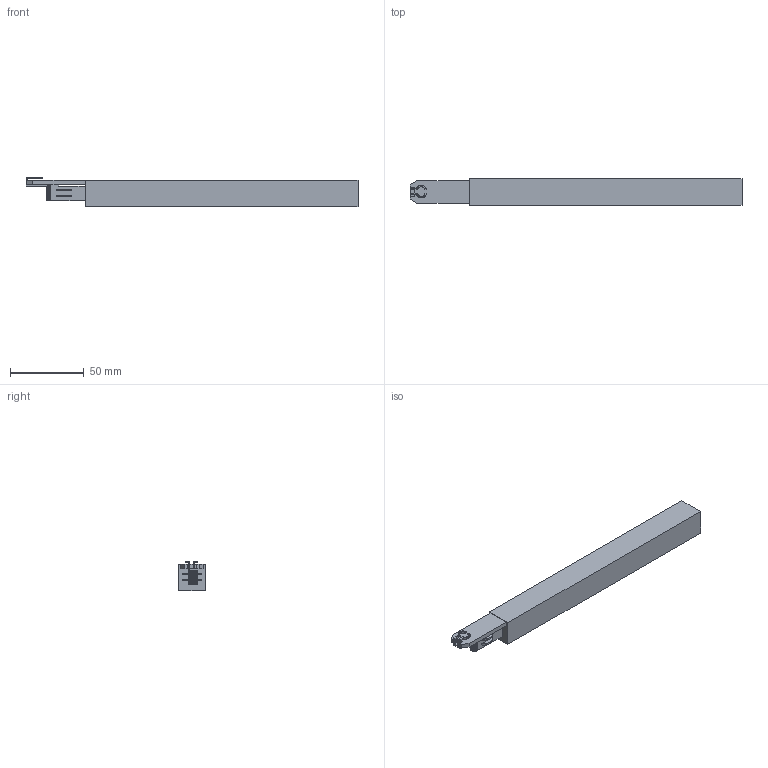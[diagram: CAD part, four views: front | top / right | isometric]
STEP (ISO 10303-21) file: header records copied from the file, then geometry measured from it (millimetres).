
FILE_DESCRIPTION(/* description */ ('This is a sample STEP configuration'),/* implementation_level */ '2;1');
FILE_NAME(/* name */ '652-00401xxxxx SIMPLE.ipt_Rev_00.stp',/* time_stamp */ '2024-03-27T11:58:49+01:00',/* author */ ('powerJobs'),/* organization */ ('coolOrange'),/* preprocessor_version */ 'ST-DEVELOPER v19.2',/* originating_system */ 'Autodesk Inventor 2023',/* authorisation */ '');
FILE_SCHEMA (('AUTOMOTIVE_DESIGN { 1 0 10303 214 3 1 1 }'));
Length unit declared in the file: millimetre
Products named in the file (1): ENG000033996
Bounding box: 225.3 x 18 x 20.08 mm (x, y, z)
Volume: 63468 mm3; surface area: 16768 mm2
Topology: 4 solids, 4 shells, 317 faces, 909 edges, 606 vertices
Faces by surface type: plane 317
Entity records: 10187 total; most frequent: CARTESIAN_POINT 1833, ORIENTED_EDGE 1818, DIRECTION 1545, LINE 909, VECTOR 909, EDGE_CURVE 909, VERTEX_POINT 606, EDGE_LOOP 325
